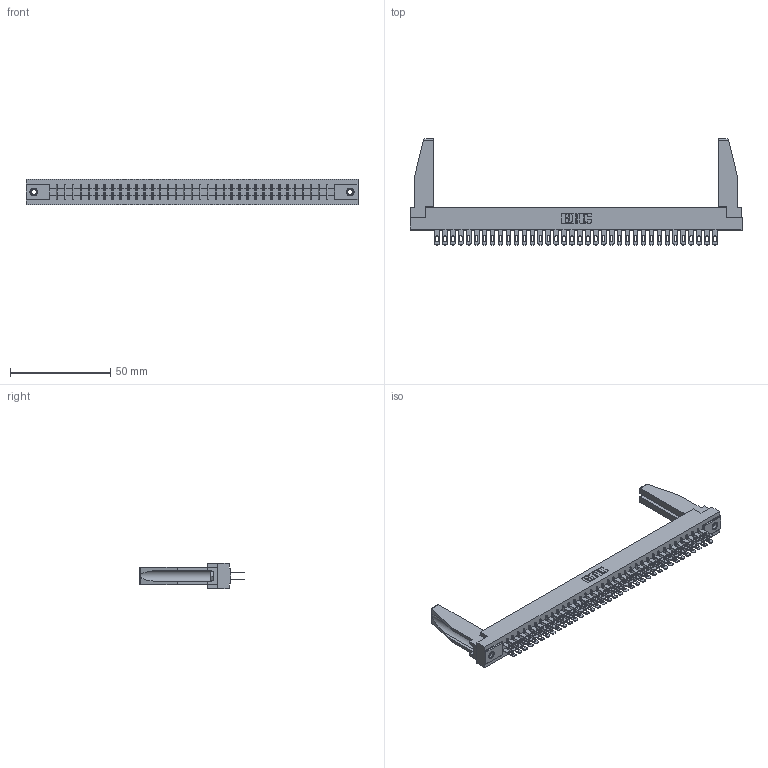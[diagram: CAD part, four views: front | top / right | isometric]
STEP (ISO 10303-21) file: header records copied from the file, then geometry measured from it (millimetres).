
FILE_DESCRIPTION (( 'STEP AP203' ), '1' );
FILE_NAME ('315-072-500-278.STEP', '2019-09-10T21:42:31', ( '' ), ( '' ), 'SwSTEP 2.0', 'SolidWorks 2016', '' );
FILE_SCHEMA (( 'CONFIG_CONTROL_DESIGN' ));
Length unit declared in the file: inch
Products named in the file (5): 345-250-001_345-250-001-102; 305-290-001_500; 305 Part_.156 Dia; 315-072-500-278; 307-220-078
Assembly tree (77 placements, depth 2):
  315-072-500-278
    305 Part_.156 Dia
    305-290-001_500  x72
    345-250-001_345-250-001-102  x2
    307-220-078  x2
Bounding box: 165.66 x 52.88 x 12.7 mm (x, y, z)
Volume: 21464.3 mm3; surface area: 27320.1 mm2
Topology: 77 solids, 77 shells, 3846 faces, 10978 edges, 7116 vertices
Faces by surface type: plane 2168, cylinder 1518, sphere 144, cone 12, torus 4
Entity records: 42170 total; most frequent: CARTESIAN_POINT 6984, ORIENTED_EDGE 6890, DIRECTION 6721, EDGE_CURVE 3445, LINE 2775, VECTOR 2775, VERTEX_POINT 2194, AXIS2_PLACEMENT_3D 1973
